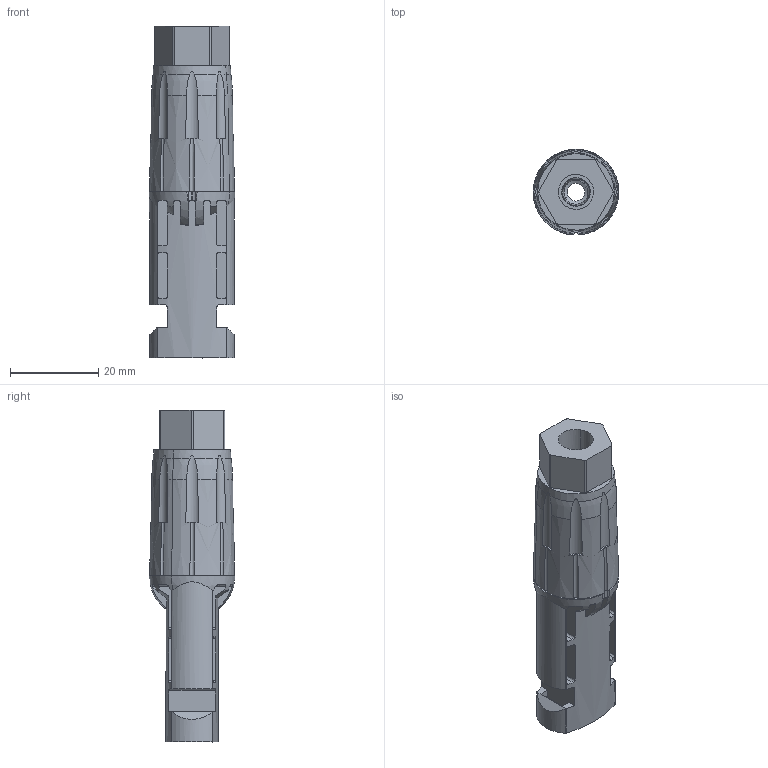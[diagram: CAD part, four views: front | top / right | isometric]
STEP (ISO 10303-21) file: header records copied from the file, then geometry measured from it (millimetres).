
FILE_DESCRIPTION(('CATIA V5 STEP Exchange','CAx-IF Rec.Pracs.--- Model Styling and Organization---1.5--- 2016-08-15','CAx-IF Rec.Pracs.---Supplemental Geometry---1.0---2011-11-01','CAx-IF Rec.Pracs.--- Composite Materials ---1.1---2010-07-15'),'2;1');
FILE_NAME ('015731-2_1', '2024-11-19T07:18:45+00:00', ('none'), ('Weidmueller'), 'CATIA Version 5-6 Release 2022 SP4 HF5', 'CATIA V5 STEP AP214 v3', 'none');
FILE_SCHEMA(('AUTOMOTIVE_DESIGN { 1 0 10303 214 1 1 1 1 }'));
Length unit declared in the file: millimetre
Products named in the file (1): 1530700000
Bounding box: 19.49 x 19.43 x 75.35 mm (x, y, z)
Volume: 11449.9 mm3; surface area: 8824.7 mm2
Topology: 1 solids, 1 shells, 320 faces, 890 edges, 579 vertices
Faces by surface type: plane 114, cylinder 87, cone 46, extrusion 32, torus 20, revolution 14, bspline 4, sphere 3
Entity records: 11344 total; most frequent: CARTESIAN_POINT 3934, ORIENTED_EDGE 1780, DIRECTION 936, EDGE_CURVE 890, VERTEX_POINT 579, AXIS2_PLACEMENT_3D 421, VECTOR 355, B_SPLINE_CURVE_WITH_KNOTS 340
